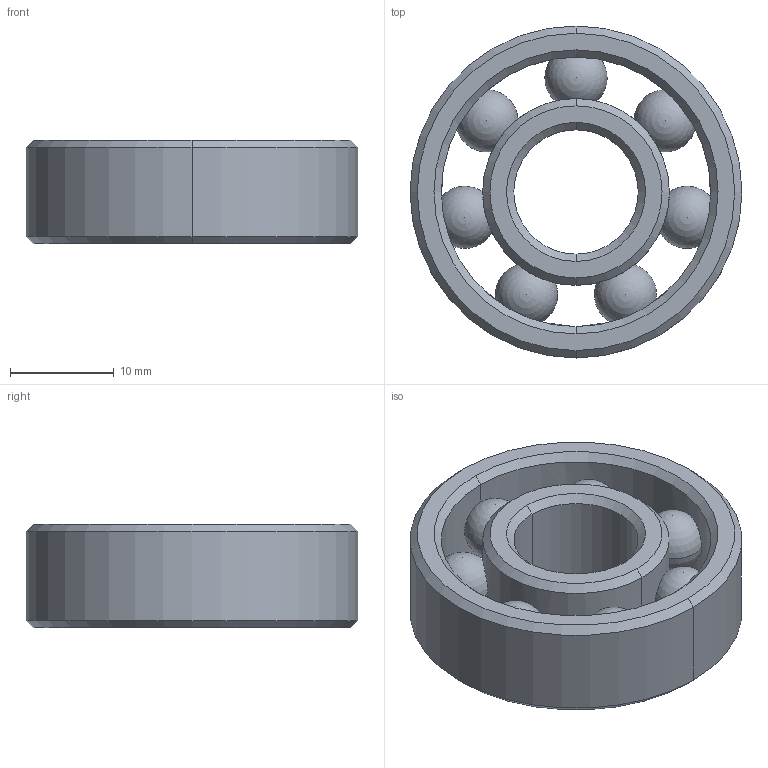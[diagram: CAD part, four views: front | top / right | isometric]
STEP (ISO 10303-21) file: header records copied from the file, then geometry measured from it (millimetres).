
FILE_DESCRIPTION (( 'STEP AP203' ), '1' );
FILE_NAME ('bearing_32_10_nicer.STEP', '2016-06-27T14:15:18', ( '' ), ( '' ), 'SwSTEP 2.0', 'SolidWorks 2015', '' );
FILE_SCHEMA (( 'CONFIG_CONTROL_DESIGN' ));
Length unit declared in the file: millimetre
Products named in the file (1): bearing_32_10_nicer
Bounding box: 32 x 32 x 10 mm (x, y, z)
Volume: 4686.4 mm3; surface area: 3677.2 mm2
Topology: 1 solids, 1 shells, 42 faces, 139 edges, 85 vertices
Faces by surface type: cone 16, sphere 14, cylinder 8, plane 4
Entity records: 2053 total; most frequent: CARTESIAN_POINT 973, ORIENTED_EDGE 208, DIRECTION 204, EDGE_CURVE 104, AXIS2_PLACEMENT_3D 89, VERTEX_POINT 64, EDGE_LOOP 58, CIRCLE 46
